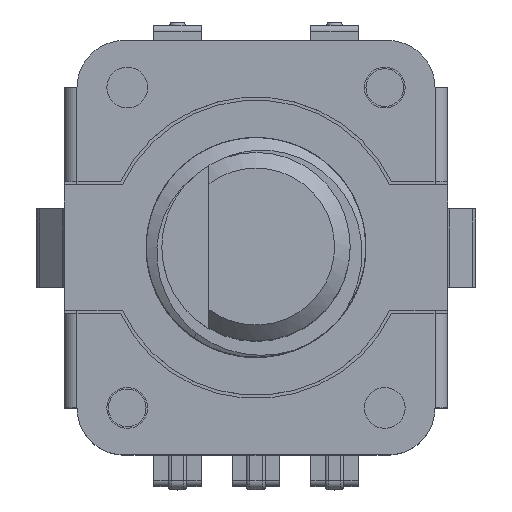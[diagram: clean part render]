
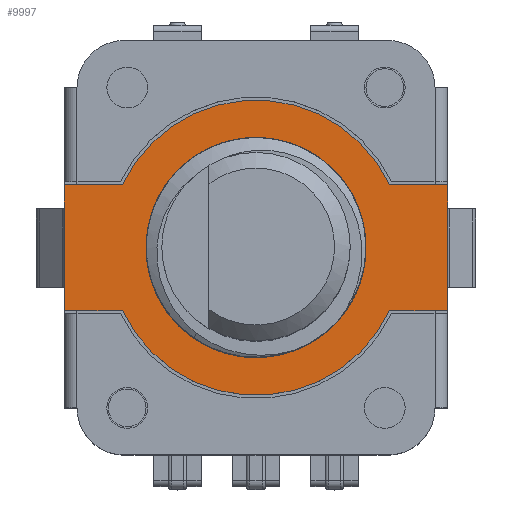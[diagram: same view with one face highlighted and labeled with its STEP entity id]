
A CAD part, top view. The second image highlights one B-rep face of the part: STEP entity #9997.
In plain terms, the highlighted planar face has unit normal (0, 0, 1).
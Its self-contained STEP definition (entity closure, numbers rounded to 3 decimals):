
#9584 = VERTEX_POINT('',#9585);
#9585 = CARTESIAN_POINT('',(6.1,-2.,6.6
    ));
#9600 = VERTEX_POINT('',#9601);
#9601 = CARTESIAN_POINT('',(4.253,-2.,6.6
    ));
#9607 = EDGE_CURVE('',#9584,#9600,#9608,.T.);
#9608 = LINE('',#9609,#9610);
#9609 = CARTESIAN_POINT('',(6.1,-2.,6.6
    ));
#9610 = VECTOR('',#9611,1.);
#9611 = DIRECTION('',(-1.,0.,0.));
#9622 = VERTEX_POINT('',#9623);
#9623 = CARTESIAN_POINT('',(6.1,2.,6.6)
  );
#9638 = EDGE_CURVE('',#9622,#9584,#9639,.T.);
#9639 = LINE('',#9640,#9641);
#9640 = CARTESIAN_POINT('',(6.1,2.,6.6)
  );
#9641 = VECTOR('',#9642,1.);
#9642 = DIRECTION('',(0.,-1.,0.));
#9661 = EDGE_CURVE('',#9662,#9622,#9664,.T.);
#9662 = VERTEX_POINT('',#9663);
#9663 = CARTESIAN_POINT('',(4.253,2.,6.6)
  );
#9664 = LINE('',#9665,#9666);
#9665 = CARTESIAN_POINT('',(4.253,2.,6.6)
  );
#9666 = VECTOR('',#9667,1.);
#9667 = DIRECTION('',(1.,0.,0.));
#9927 = VERTEX_POINT('',#9928);
#9928 = CARTESIAN_POINT('',(-6.1,2.,6.6
    ));
#9934 = EDGE_CURVE('',#9935,#9927,#9937,.T.);
#9935 = VERTEX_POINT('',#9936);
#9936 = CARTESIAN_POINT('',(-6.1,-2.,
    6.6));
#9937 = LINE('',#9938,#9939);
#9938 = CARTESIAN_POINT('',(-6.1,-2.,
    6.6));
#9939 = VECTOR('',#9940,1.);
#9940 = DIRECTION('',(0.,1.,0.));
#9962 = VERTEX_POINT('',#9963);
#9963 = CARTESIAN_POINT('',(-4.253,2.,6.6
    ));
#9969 = EDGE_CURVE('',#9927,#9962,#9970,.T.);
#9970 = LINE('',#9971,#9972);
#9971 = CARTESIAN_POINT('',(-6.1,2.,6.6
    ));
#9972 = VECTOR('',#9973,1.);
#9973 = DIRECTION('',(1.,0.,0.));
#9984 = EDGE_CURVE('',#9962,#9662,#9985,.T.);
#9985 = CIRCLE('',#9986,4.7);
#9986 = AXIS2_PLACEMENT_3D('',#9987,#9988,#9989);
#9987 = CARTESIAN_POINT('',(0.,0.,
    6.6));
#9988 = DIRECTION('',(0.,0.,-1.));
#9989 = DIRECTION('',(-0.905,0.426,
    0.));
#9997 = ADVANCED_FACE('',(#9998,#10021),#10048,.T.);
#9998 = FACE_BOUND('',#9999,.F.);
#9999 = EDGE_LOOP('',(#10000,#10001,#10002,#10003,#10004,#10005,#10006,
    #10015));
#10000 = ORIENTED_EDGE('',*,*,#9934,.T.);
#10001 = ORIENTED_EDGE('',*,*,#9969,.T.);
#10002 = ORIENTED_EDGE('',*,*,#9984,.T.);
#10003 = ORIENTED_EDGE('',*,*,#9661,.T.);
#10004 = ORIENTED_EDGE('',*,*,#9638,.T.);
#10005 = ORIENTED_EDGE('',*,*,#9607,.T.);
#10006 = ORIENTED_EDGE('',*,*,#10007,.T.);
#10007 = EDGE_CURVE('',#9600,#10008,#10010,.T.);
#10008 = VERTEX_POINT('',#10009);
#10009 = CARTESIAN_POINT('',(-4.253,-2.,
    6.6));
#10010 = CIRCLE('',#10011,4.7);
#10011 = AXIS2_PLACEMENT_3D('',#10012,#10013,#10014);
#10012 = CARTESIAN_POINT('',(0.,0.,
    6.6));
#10013 = DIRECTION('',(0.,0.,-1.));
#10014 = DIRECTION('',(0.905,-0.426,
    0.));
#10015 = ORIENTED_EDGE('',*,*,#10016,.T.);
#10016 = EDGE_CURVE('',#10008,#9935,#10017,.T.);
#10017 = LINE('',#10018,#10019);
#10018 = CARTESIAN_POINT('',(-4.253,-2.,
    6.6));
#10019 = VECTOR('',#10020,1.);
#10020 = DIRECTION('',(-1.,0.,0.));
#10021 = FACE_BOUND('',#10022,.F.);
#10022 = EDGE_LOOP('',(#10023,#10034));
#10023 = ORIENTED_EDGE('',*,*,#10024,.T.);
#10024 = EDGE_CURVE('',#10025,#10027,#10029,.T.);
#10025 = VERTEX_POINT('',#10026);
#10026 = CARTESIAN_POINT('',(3.398,0.838,
    6.6));
#10027 = VERTEX_POINT('',#10028);
#10028 = CARTESIAN_POINT('',(2.62,2.321,
    6.6));
#10029 = CIRCLE('',#10030,3.5);
#10030 = AXIS2_PLACEMENT_3D('',#10031,#10032,#10033);
#10031 = CARTESIAN_POINT('',(0.,0.,
    6.6));
#10032 = DIRECTION('',(0.,0.,1.));
#10033 = DIRECTION('',(0.971,0.239,0.)
  );
#10034 = ORIENTED_EDGE('',*,*,#10035,.F.);
#10035 = EDGE_CURVE('',#10025,#10027,#10036,.T.);
#10036 = B_SPLINE_CURVE_WITH_KNOTS('',3,(#10037,#10038,#10039,#10040,
    #10041,#10042,#10043,#10044,#10045,#10046,#10047),.UNSPECIFIED.,.F.,
  .F.,(4,1,1,1,1,1,1,1,4),(0.,0.11,0.24,
    0.37,0.5,0.63,0.76,0.89,1.),
  .UNSPECIFIED.);
#10037 = CARTESIAN_POINT('',(3.398,0.838,
    6.6));
#10038 = CARTESIAN_POINT('',(3.574,0.115,6.6
    ));
#10039 = CARTESIAN_POINT('',(3.447,-1.589,6.6
    ));
#10040 = CARTESIAN_POINT('',(1.571,-3.513,
    6.6));
#10041 = CARTESIAN_POINT('',(-1.26,-3.636,
    6.6));
#10042 = CARTESIAN_POINT('',(-3.407,-1.788,
    6.6));
#10043 = CARTESIAN_POINT('',(-3.708,1.029,
    6.6));
#10044 = CARTESIAN_POINT('',(-1.998,3.288,
    6.6));
#10045 = CARTESIAN_POINT('',(0.651,3.74,6.6
    ));
#10046 = CARTESIAN_POINT('',(2.124,2.876,
    6.6));
#10047 = CARTESIAN_POINT('',(2.62,2.321,
    6.6));
#10048 = PLANE('',#10049);
#10049 = AXIS2_PLACEMENT_3D('',#10050,#10051,#10052);
#10050 = CARTESIAN_POINT('',(0.,0.,
    6.6));
#10051 = DIRECTION('',(0.,0.,1.));
#10052 = DIRECTION('',(-1.,0.,0.));
